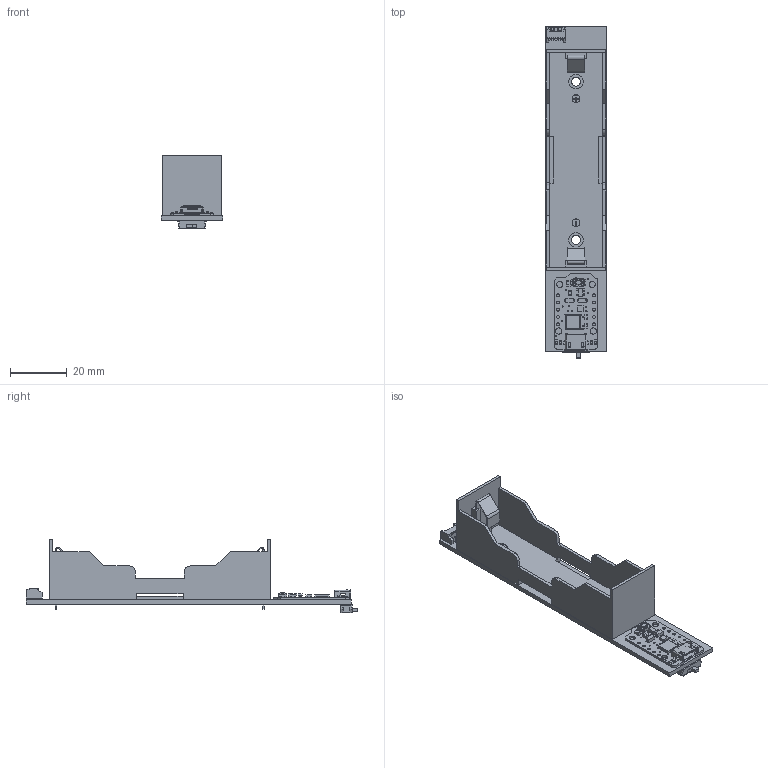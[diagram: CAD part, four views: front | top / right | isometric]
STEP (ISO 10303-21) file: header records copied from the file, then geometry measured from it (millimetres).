
FILE_DESCRIPTION(('for SolidWorks'),'2;1');
FILE_NAME( 'shera_controlboard.step', '2023-04-02T23:15:41',('eanthony'),(''), 'Open CASCADE STEP processor 6.6','DipTrace','Unknown');
FILE_SCHEMA(('AUTOMOTIVE_DESIGN { 1 0 10303 214 1 1 1 1 }'));
Length unit declared in the file: millimetre
Products named in the file (6): PCB_shera_controlboard; Board_shera_controlboard; BH-18650-PC--3DModel-STEP-56544; 530480410; SS312SAH4; Trinket_M0
Assembly tree (5 placements, depth 2):
  PCB_shera_controlboard
    Board_shera_controlboard
    BH-18650-PC--3DModel-STEP-56544
    530480410
    SS312SAH4
    Trinket_M0
Bounding box: 21.59 x 116.65 x 25.87 mm (x, y, z)
Volume: 3953 mm3; surface area: 17065.6 mm2
Topology: 2 solids, 55 shells, 1859 faces, 5139 edges, 3362 vertices
Faces by surface type: plane 1471, cylinder 318, bspline 58, cone 6, torus 6
Full cylindrical faces by diameter (mm): 0.394 x19, 0.7 x2, 0.8 x2, 1 x10, 2.2 x4, 3.2 x2
Entity records: 73027 total; most frequent: CARTESIAN_POINT 12962, ORIENTED_EDGE 10274, DIRECTION 9317, EDGE_CURVE 5137, LINE 4407, VECTOR 4407, VERTEX_POINT 3362, AXIS2_PLACEMENT_3D 2455
